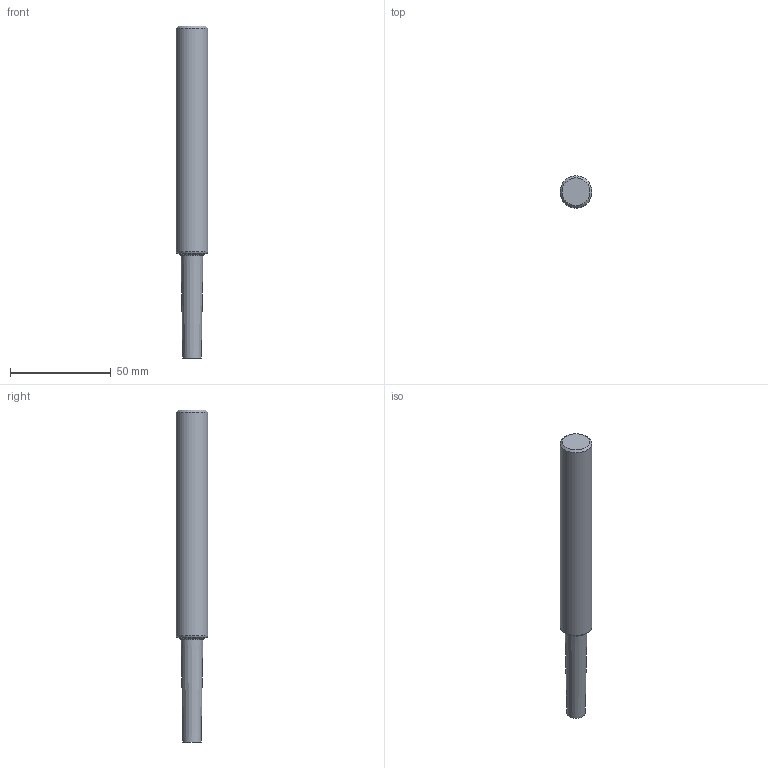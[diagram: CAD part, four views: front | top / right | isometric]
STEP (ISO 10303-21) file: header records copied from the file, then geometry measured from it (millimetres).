
FILE_DESCRIPTION(/* description */ (''),/* implementation_level */ '2;1');
FILE_NAME(/* name */ 'XE10.625J5-6.50-01.0S_Basic.stp',/* time_stamp */ '2022-07-29T15:49:25+05:00',/* author */ (''),/* organization */ (''),/* preprocessor_version */ 'ST-DEVELOPER v16.7',/* originating_system */ 'SIEMENS PLM Software NX 12.0',/* authorisation */ '');
FILE_SCHEMA (('AUTOMOTIVE_DESIGN { 1 0 10303 214 3 1 1 1 }'));
Length unit declared in the file: millimetre
Products named in the file (1): inco4FC439F6rwth
Bounding box: 15.87 x 15.87 x 165.1 mm (x, y, z)
Volume: 26153.5 mm3; surface area: 7799.7 mm2
Topology: 1 solids, 1 shells, 21 faces, 40 edges, 24 vertices
Faces by surface type: cone 10, torus 6, cylinder 3, plane 2
Full cylindrical faces by diameter (mm): 4.45 x1, 7.296 x1, 15.87 x1
Entity records: 503 total; most frequent: DIRECTION 92, CARTESIAN_POINT 70, AXIS2_PLACEMENT_3D 46, FACE_BOUND 40, EDGE_LOOP 40, ORIENTED_EDGE 40, ADVANCED_FACE 21, VERTEX_POINT 21
